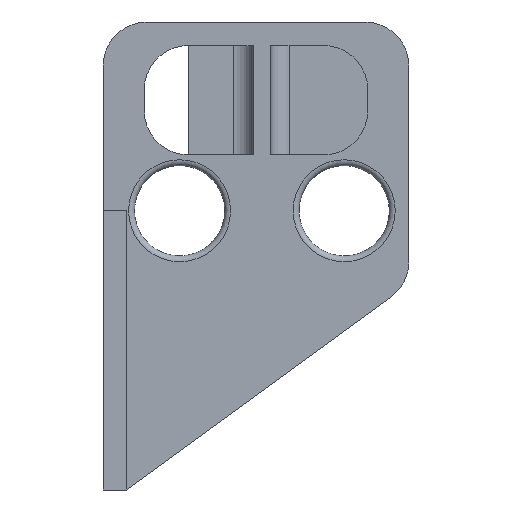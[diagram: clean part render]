
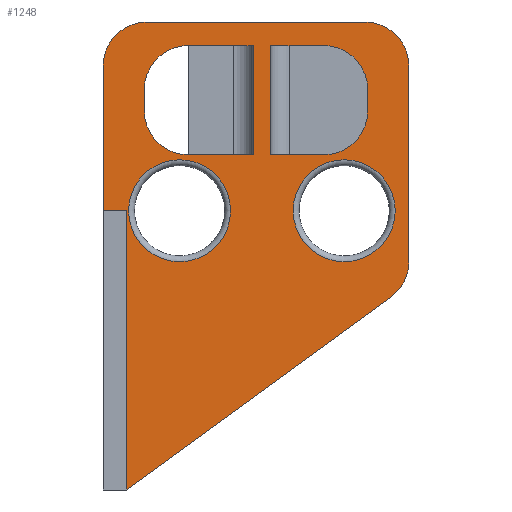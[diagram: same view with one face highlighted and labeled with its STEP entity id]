
A CAD part, left-side view. The second image highlights one B-rep face of the part: STEP entity #1248.
In plain terms, the highlighted planar face has unit normal (-1, 0, 0).
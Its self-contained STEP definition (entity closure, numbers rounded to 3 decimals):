
#35=FACE_BOUND('',#280,.T.);
#36=FACE_BOUND('',#281,.T.);
#37=FACE_BOUND('',#282,.T.);
#38=FACE_BOUND('',#283,.T.);
#48=CIRCLE('',#1267,7.5);
#52=CIRCLE('',#1274,7.5);
#53=CIRCLE('',#1276,7.5);
#80=CIRCLE('',#1334,7.5);
#84=CIRCLE('',#1342,7.5);
#89=CIRCLE('',#1350,7.5);
#90=CIRCLE('',#1355,7.5);
#99=CIRCLE('',#1370,8.675);
#103=CIRCLE('',#1375,8.675);
#195=FACE_OUTER_BOUND('',#279,.T.);
#279=EDGE_LOOP('',(#1064,#1065,#1066,#1067,#1068,#1069,#1070,#1071,#1072));
#280=EDGE_LOOP('',(#1073,#1074,#1075,#1076,#1077,#1078));
#281=EDGE_LOOP('',(#1079,#1080,#1081,#1082,#1083,#1084));
#282=EDGE_LOOP('',(#1085));
#283=EDGE_LOOP('',(#1086));
#317=LINE('',#1814,#425);
#339=LINE('',#1885,#447);
#342=LINE('',#1892,#450);
#347=LINE('',#1907,#455);
#353=LINE('',#1921,#461);
#356=LINE('',#1928,#464);
#367=LINE('',#1980,#475);
#375=LINE('',#2002,#483);
#382=LINE('',#2026,#490);
#383=LINE('',#2030,#491);
#392=LINE('',#2049,#500);
#397=LINE('',#2083,#505);
#398=LINE('',#2085,#506);
#399=LINE('',#2086,#507);
#425=VECTOR('',#1430,10.);
#447=VECTOR('',#1498,10.);
#450=VECTOR('',#1505,10.);
#455=VECTOR('',#1518,10.);
#461=VECTOR('',#1534,10.);
#464=VECTOR('',#1543,10.);
#475=VECTOR('',#1610,10.);
#483=VECTOR('',#1632,10.);
#490=VECTOR('',#1655,10.);
#491=VECTOR('',#1658,10.);
#500=VECTOR('',#1675,10.);
#505=VECTOR('',#1716,10.);
#506=VECTOR('',#1717,10.);
#507=VECTOR('',#1718,10.);
#528=VERTEX_POINT('',#1795);
#529=VERTEX_POINT('',#1797);
#535=VERTEX_POINT('',#1812);
#537=VERTEX_POINT('',#1818);
#538=VERTEX_POINT('',#1822);
#539=VERTEX_POINT('',#1824);
#561=VERTEX_POINT('',#1883);
#563=VERTEX_POINT('',#1890);
#568=VERTEX_POINT('',#1904);
#569=VERTEX_POINT('',#1906);
#572=VERTEX_POINT('',#1920);
#586=VERTEX_POINT('',#1975);
#590=VERTEX_POINT('',#1992);
#591=VERTEX_POINT('',#1994);
#593=VERTEX_POINT('',#2000);
#602=VERTEX_POINT('',#2022);
#603=VERTEX_POINT('',#2028);
#604=VERTEX_POINT('',#2029);
#609=VERTEX_POINT('',#2043);
#610=VERTEX_POINT('',#2045);
#619=VERTEX_POINT('',#2075);
#622=VERTEX_POINT('',#2084);
#623=VERTEX_POINT('',#2087);
#643=EDGE_CURVE('',#528,#529,#48,.T.);
#651=EDGE_CURVE('',#535,#528,#317,.T.);
#654=EDGE_CURVE('',#537,#535,#52,.T.);
#656=EDGE_CURVE('',#538,#539,#53,.T.);
#686=EDGE_CURVE('',#537,#561,#339,.T.);
#690=EDGE_CURVE('',#561,#563,#342,.T.);
#697=EDGE_CURVE('',#569,#568,#347,.T.);
#704=EDGE_CURVE('',#569,#572,#353,.T.);
#708=EDGE_CURVE('',#563,#529,#356,.T.);
#730=EDGE_CURVE('',#586,#568,#80,.T.);
#732=EDGE_CURVE('',#586,#539,#367,.T.);
#739=EDGE_CURVE('',#590,#591,#84,.T.);
#743=EDGE_CURVE('',#593,#590,#375,.T.);
#753=EDGE_CURVE('',#602,#593,#89,.T.);
#755=EDGE_CURVE('',#538,#572,#382,.T.);
#756=EDGE_CURVE('',#603,#604,#383,.T.);
#764=EDGE_CURVE('',#609,#610,#90,.T.);
#766=EDGE_CURVE('',#609,#591,#392,.T.);
#779=EDGE_CURVE('',#619,#619,#99,.T.);
#783=EDGE_CURVE('',#604,#602,#397,.T.);
#784=EDGE_CURVE('',#603,#622,#398,.T.);
#785=EDGE_CURVE('',#622,#610,#399,.T.);
#786=EDGE_CURVE('',#623,#623,#103,.T.);
#1064=ORIENTED_EDGE('',*,*,#739,.F.);
#1065=ORIENTED_EDGE('',*,*,#743,.F.);
#1066=ORIENTED_EDGE('',*,*,#753,.F.);
#1067=ORIENTED_EDGE('',*,*,#783,.F.);
#1068=ORIENTED_EDGE('',*,*,#756,.F.);
#1069=ORIENTED_EDGE('',*,*,#784,.T.);
#1070=ORIENTED_EDGE('',*,*,#785,.T.);
#1071=ORIENTED_EDGE('',*,*,#764,.F.);
#1072=ORIENTED_EDGE('',*,*,#766,.T.);
#1073=ORIENTED_EDGE('',*,*,#708,.T.);
#1074=ORIENTED_EDGE('',*,*,#643,.F.);
#1075=ORIENTED_EDGE('',*,*,#651,.F.);
#1076=ORIENTED_EDGE('',*,*,#654,.F.);
#1077=ORIENTED_EDGE('',*,*,#686,.T.);
#1078=ORIENTED_EDGE('',*,*,#690,.T.);
#1079=ORIENTED_EDGE('',*,*,#704,.F.);
#1080=ORIENTED_EDGE('',*,*,#697,.T.);
#1081=ORIENTED_EDGE('',*,*,#730,.F.);
#1082=ORIENTED_EDGE('',*,*,#732,.T.);
#1083=ORIENTED_EDGE('',*,*,#656,.F.);
#1084=ORIENTED_EDGE('',*,*,#755,.T.);
#1085=ORIENTED_EDGE('',*,*,#786,.F.);
#1086=ORIENTED_EDGE('',*,*,#779,.F.);
#1185=PLANE('',#1374);
#1248=ADVANCED_FACE('',(#195,#35,#36,#37,#38),#1185,.F.);
#1267=AXIS2_PLACEMENT_3D('',#1798,#1415,#1416);
#1274=AXIS2_PLACEMENT_3D('',#1820,#1436,#1437);
#1276=AXIS2_PLACEMENT_3D('',#1825,#1441,#1442);
#1334=AXIS2_PLACEMENT_3D('',#1977,#1604,#1605);
#1342=AXIS2_PLACEMENT_3D('',#1995,#1625,#1626);
#1350=AXIS2_PLACEMENT_3D('',#2023,#1650,#1651);
#1355=AXIS2_PLACEMENT_3D('',#2046,#1670,#1671);
#1370=AXIS2_PLACEMENT_3D('',#2076,#1706,#1707);
#1374=AXIS2_PLACEMENT_3D('',#2082,#1714,#1715);
#1375=AXIS2_PLACEMENT_3D('',#2088,#1719,#1720);
#1415=DIRECTION('center_axis',(-1.,0.,0.));
#1416=DIRECTION('ref_axis',(0.,-0.707,0.707));
#1430=DIRECTION('',(0.,0.,1.));
#1436=DIRECTION('center_axis',(-1.,0.,0.));
#1437=DIRECTION('ref_axis',(0.,-0.707,-0.707));
#1441=DIRECTION('center_axis',(-1.,0.,0.));
#1442=DIRECTION('ref_axis',(0.,0.707,0.707));
#1498=DIRECTION('',(0.,1.,0.));
#1505=DIRECTION('',(0.,0.,1.));
#1518=DIRECTION('',(0.,1.,0.));
#1534=DIRECTION('',(0.,0.,1.));
#1543=DIRECTION('',(0.,-1.,0.));
#1604=DIRECTION('center_axis',(-1.,0.,0.));
#1605=DIRECTION('ref_axis',(0.,0.707,-0.707));
#1610=DIRECTION('',(0.,0.,1.));
#1625=DIRECTION('center_axis',(1.,0.,0.));
#1626=DIRECTION('ref_axis',(0.,-0.707,0.707));
#1632=DIRECTION('',(0.,-1.,0.));
#1650=DIRECTION('center_axis',(1.,0.,0.));
#1651=DIRECTION('ref_axis',(0.,0.707,0.707));
#1655=DIRECTION('',(0.,-1.,0.));
#1658=DIRECTION('',(0.,1.,0.));
#1670=DIRECTION('center_axis',(1.,0.,0.));
#1671=DIRECTION('ref_axis',(0.,-0.891,-0.453));
#1675=DIRECTION('',(0.,0.,1.));
#1706=DIRECTION('center_axis',(-1.,0.,0.));
#1707=DIRECTION('ref_axis',(0.,1.,0.));
#1714=DIRECTION('center_axis',(1.,0.,0.));
#1715=DIRECTION('ref_axis',(0.,1.,0.));
#1716=DIRECTION('',(0.,0.,1.));
#1717=DIRECTION('',(0.,0.,-1.));
#1718=DIRECTION('',(0.,-0.808,0.589));
#1719=DIRECTION('center_axis',(-1.,0.,0.));
#1720=DIRECTION('ref_axis',(0.,1.,0.));
#1795=CARTESIAN_POINT('',(-12.,-18.,20.6));
#1797=CARTESIAN_POINT('',(-12.,-10.5,28.1));
#1798=CARTESIAN_POINT('Origin',(-12.,-10.5,20.6));
#1812=CARTESIAN_POINT('',(-12.,-18.,17.));
#1814=CARTESIAN_POINT('',(-12.,-18.,9.5));
#1818=CARTESIAN_POINT('',(-12.,-10.5,9.5));
#1820=CARTESIAN_POINT('Origin',(-12.,-10.5,17.));
#1822=CARTESIAN_POINT('',(-12.,12.5,28.1));
#1824=CARTESIAN_POINT('',(-12.,20.,20.6));
#1825=CARTESIAN_POINT('Origin',(-12.,12.5,20.6));
#1883=CARTESIAN_POINT('',(-12.,-1.5,9.5));
#1885=CARTESIAN_POINT('',(-12.,14.,9.5));
#1890=CARTESIAN_POINT('',(-12.,-1.5,28.1));
#1892=CARTESIAN_POINT('',(-12.,-1.5,9.5));
#1904=CARTESIAN_POINT('',(-12.,12.5,9.5));
#1906=CARTESIAN_POINT('',(-12.,1.5,9.5));
#1907=CARTESIAN_POINT('',(-12.,14.,9.5));
#1920=CARTESIAN_POINT('',(-12.,1.5,28.1));
#1921=CARTESIAN_POINT('',(-12.,1.5,9.5));
#1928=CARTESIAN_POINT('',(-12.,27.,28.1));
#1975=CARTESIAN_POINT('',(-12.,20.,17.));
#1977=CARTESIAN_POINT('Origin',(-12.,12.5,17.));
#1980=CARTESIAN_POINT('',(-12.,20.,9.5));
#1992=CARTESIAN_POINT('',(-12.,-17.5,32.1));
#1994=CARTESIAN_POINT('',(-12.,-25.,24.6));
#1995=CARTESIAN_POINT('Origin',(-12.,-17.5,24.6));
#2000=CARTESIAN_POINT('',(-12.,19.5,32.1));
#2002=CARTESIAN_POINT('',(-12.,27.,32.1));
#2022=CARTESIAN_POINT('',(-12.,27.,24.6));
#2023=CARTESIAN_POINT('Origin',(-12.,19.5,24.6));
#2026=CARTESIAN_POINT('',(-12.,27.,28.1));
#2028=CARTESIAN_POINT('',(-12.,23.,0.));
#2029=CARTESIAN_POINT('',(-12.,27.,0.));
#2030=CARTESIAN_POINT('',(-12.,26.,0.));
#2043=CARTESIAN_POINT('',(-12.,-25.,-8.687));
#2045=CARTESIAN_POINT('',(-12.,-21.919,-14.747));
#2046=CARTESIAN_POINT('Origin',(-12.,-17.5,-8.687));
#2049=CARTESIAN_POINT('',(-12.,-25.,-12.5));
#2075=CARTESIAN_POINT('',(-12.,14.,8.675));
#2076=CARTESIAN_POINT('Origin',(-12.,14.,0.));
#2082=CARTESIAN_POINT('Origin',(-12.,1.,-17.5));
#2083=CARTESIAN_POINT('',(-12.,27.,12.5));
#2084=CARTESIAN_POINT('',(-12.,23.,-47.5));
#2085=CARTESIAN_POINT('',(-12.,23.,-8.75));
#2086=CARTESIAN_POINT('',(-12.,23.,-47.5));
#2087=CARTESIAN_POINT('',(-12.,-14.,8.675));
#2088=CARTESIAN_POINT('Origin',(-12.,-14.,0.));
